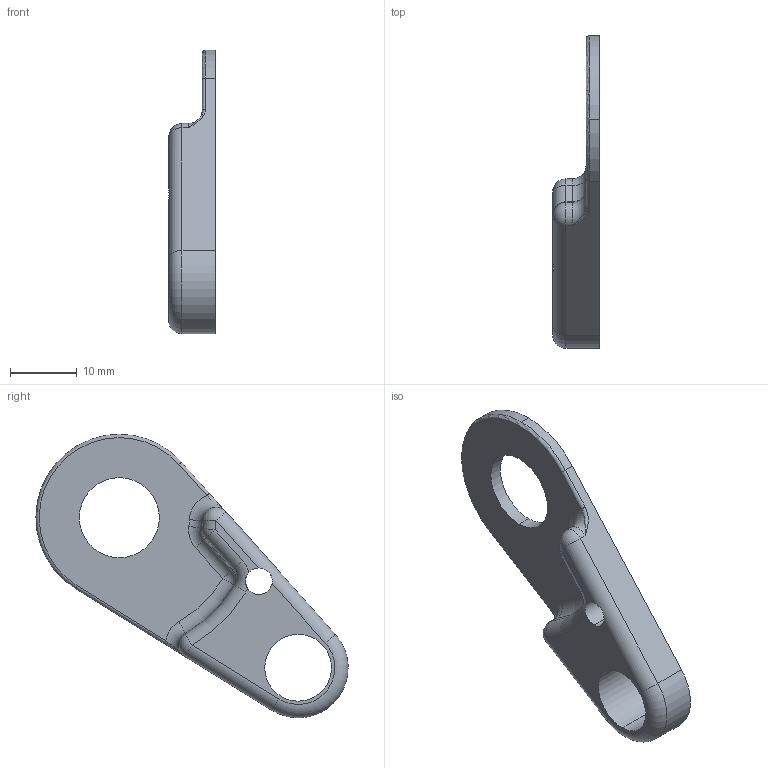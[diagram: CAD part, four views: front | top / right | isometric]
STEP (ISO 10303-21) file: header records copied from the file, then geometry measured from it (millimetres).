
FILE_DESCRIPTION (( 'STEP AP214' ), '1' );
FILE_NAME ('patte dérailleur.STEP', '2019-02-18T19:04:33', ( '' ), ( '' ), 'SwSTEP 2.0', 'SolidWorks 2017', '' );
FILE_SCHEMA (( 'AUTOMOTIVE_DESIGN' ));
Length unit declared in the file: millimetre
Products named in the file (1): patte dérailleur
Bounding box: 7 x 46.8 x 42.49 mm (x, y, z)
Volume: 3190.7 mm3; surface area: 2666.5 mm2
Topology: 1 solids, 1 shells, 44 faces, 111 edges, 63 vertices
Faces by surface type: cylinder 21, torus 10, plane 7, sphere 4, bspline 2
Entity records: 1434 total; most frequent: CARTESIAN_POINT 357, DIRECTION 244, ORIENTED_EDGE 206, AXIS2_PLACEMENT_3D 105, EDGE_CURVE 103, CIRCLE 62, VERTEX_POINT 60, EDGE_LOOP 49
